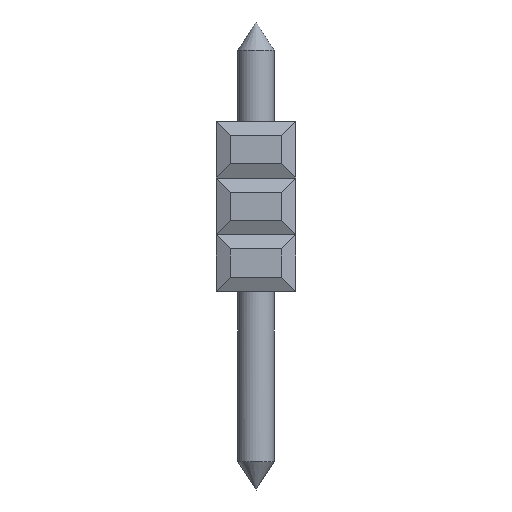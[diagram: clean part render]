
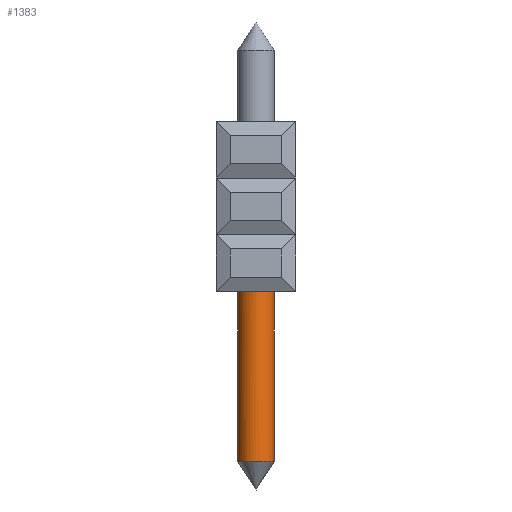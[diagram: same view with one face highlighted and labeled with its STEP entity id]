
A CAD part, left-side view. The second image highlights one B-rep face of the part: STEP entity #1383.
In plain terms, the highlighted cylindrical face has radius 0.65 mm (diameter 1.3 mm), a full revolution.
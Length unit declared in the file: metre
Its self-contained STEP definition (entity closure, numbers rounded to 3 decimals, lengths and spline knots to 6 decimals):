
#1383=ADVANCED_FACE('',(#3310,#3311),#3312,.T.);
#3310=FACE_OUTER_BOUND('',#5741,.T.);
#3311=FACE_OUTER_BOUND('',#5742,.T.);
#3312=CYLINDRICAL_SURFACE('',#5743,0.00065);
#5741=EDGE_LOOP('',(#10152));
#5742=EDGE_LOOP('',(#10153));
#5743=AXIS2_PLACEMENT_3D('',#10154,#10155,#10156);
#10152=ORIENTED_EDGE('',*,*,#15014,.F.);
#10153=ORIENTED_EDGE('',*,*,#15015,.F.);
#10154=CARTESIAN_POINT('',(0.04065,-0.03326,-0.0015));
#10155=DIRECTION('',(0.0,0.,-1.0));
#10156=DIRECTION('',(-1.0,0.0,0.0));
#15014=EDGE_CURVE('',#18338,#18338,#18339,.T.);
#15015=EDGE_CURVE('',#18340,#18340,#18341,.T.);
#18338=VERTEX_POINT('',#22922);
#18339=CIRCLE('',#22923,0.00065);
#18340=VERTEX_POINT('',#22924);
#18341=CIRCLE('',#22925,0.00065);
#22922=CARTESIAN_POINT('',(0.04104,-0.03274,-0.012));
#22923=AXIS2_PLACEMENT_3D('',#25909,#25910,#25911);
#22924=CARTESIAN_POINT('',(0.04065,-0.03391,-0.0058));
#22925=AXIS2_PLACEMENT_3D('',#25912,#25913,#25914);
#25909=CARTESIAN_POINT('',(0.04065,-0.03326,-0.012));
#25910=DIRECTION('',(0.,0.,-1.0));
#25911=DIRECTION('',(0.6,0.8,0.));
#25912=CARTESIAN_POINT('',(0.04065,-0.03326,-0.0058));
#25913=DIRECTION('',(0.0,0.,1.0));
#25914=DIRECTION('',(0.0,-1.0,0.));
